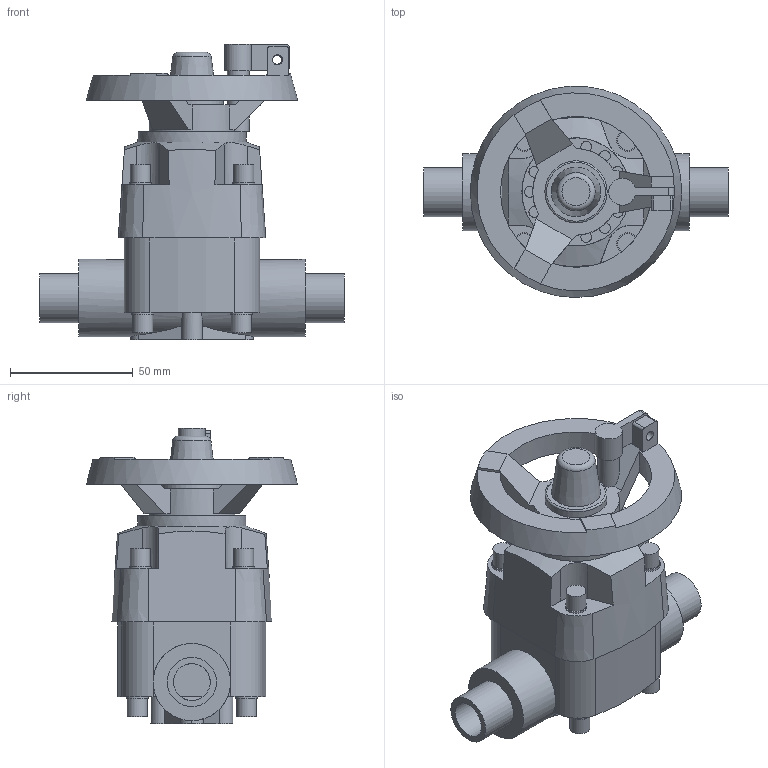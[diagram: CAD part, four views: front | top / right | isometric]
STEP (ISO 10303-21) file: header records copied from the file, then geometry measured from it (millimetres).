
FILE_DESCRIPTION((''),'2;1');
FILE_NAME('PV20001B020.stp','2022-02-17T13:50:22',('RL'),(''),'Autodesk Inventor 2012','Autodesk Inventor 2012','');
FILE_SCHEMA(('AUTOMOTIVE_DESIGN { 1 0 10303 214 1 1 1 1 }'));
Length unit declared in the file: millimetre
Products named in the file (1): PV20001B020
Bounding box: 124 x 85.87 x 120.3 mm (x, y, z)
Volume: 304020.1 mm3; surface area: 52141 mm2
Topology: 1 solids, 2 shells, 211 faces, 524 edges, 338 vertices
Faces by surface type: plane 130, cylinder 69, cone 10, torus 2
Full cylindrical faces by diameter (mm): 3.583 x1, 4.095 x1, 4.4 x14, 5 x2, 8.148 x8, 8.8 x1, 8.963 x8, 15 x2, 20 x2, 25.3 x1, 31.45 x2, 44 x1, 61.429 x1, 67.571 x1, 79.857 x1
Entity records: 6187 total; most frequent: CARTESIAN_POINT 1151, DIRECTION 1051, ORIENTED_EDGE 894, EDGE_CURVE 447, AXIS2_PLACEMENT_3D 433, VERTEX_POINT 313, EDGE_LOOP 292, CIRCLE 211
